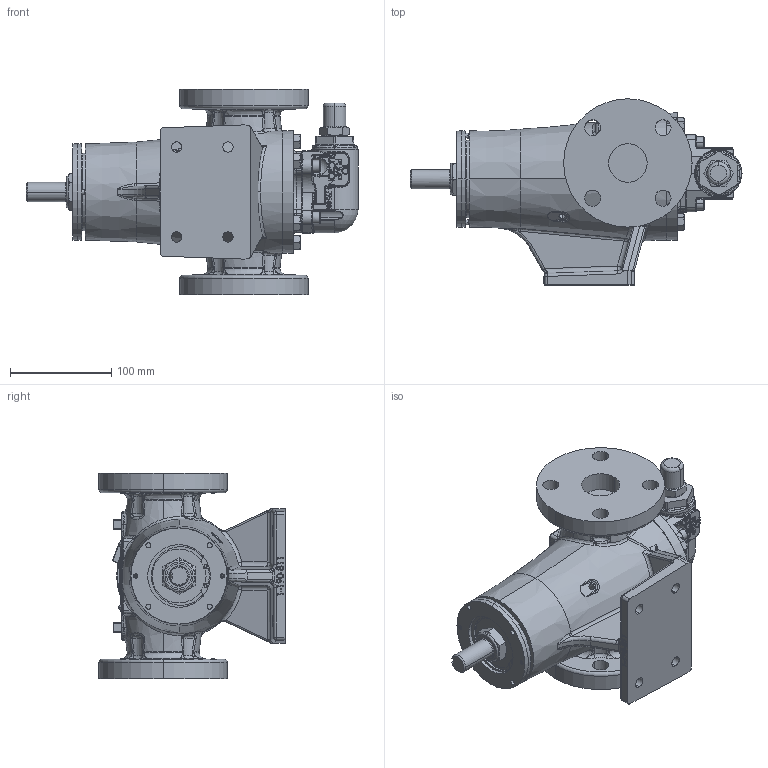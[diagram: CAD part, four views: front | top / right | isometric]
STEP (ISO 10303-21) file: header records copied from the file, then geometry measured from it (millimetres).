
FILE_DESCRIPTION (( 'STEP AP214' ), '1' );
FILE_NAME ('HV-3494.STEP', '2019-05-24T16:36:59', ( '' ), ( '' ), 'SwSTEP 2.0', 'SolidWorks 2018', '' );
FILE_SCHEMA (( 'AUTOMOTIVE_DESIGN' ));
Length unit declared in the file: inch
Products named in the file (1): HV-3494
Bounding box: 328.55 x 184.15 x 203.2 mm (x, y, z)
Volume: 3230840.9 mm3; surface area: 239599.6 mm2
Topology: 1 solids, 1 shells, 2409 faces, 6056 edges, 3793 vertices
Faces by surface type: plane 1165, bspline 675, cylinder 284, cone 170, torus 75, sphere 40
Entity records: 130726 total; most frequent: CARTESIAN_POINT 57655, ORIENTED_EDGE 11992, DIRECTION 8775, EDGE_CURVE 5996, VERTEX_POINT 3792, LINE 3263, VECTOR 3263, AXIS2_PLACEMENT_3D 2756
